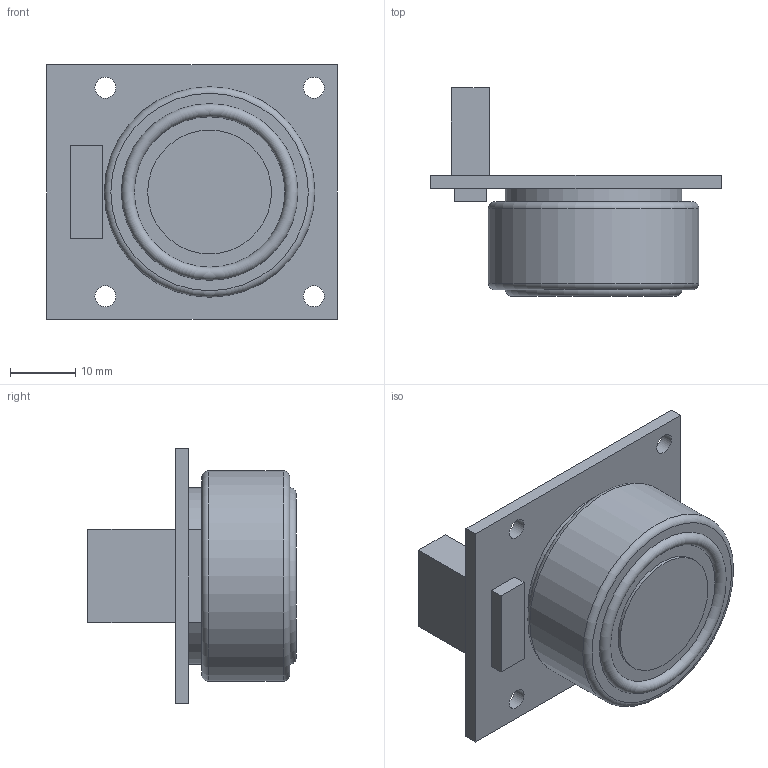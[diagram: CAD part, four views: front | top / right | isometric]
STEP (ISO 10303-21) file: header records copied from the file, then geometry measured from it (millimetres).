
FILE_DESCRIPTION(/* description */ (''),/* implementation_level */ '2;1');
FILE_NAME(/* name */ 'alphasense-isb-w-b4 v5.step',/* time_stamp */ '2023-10-24T20:21:47+02:00',/* author */ (''),/* organization */ (''),/* preprocessor_version */ 'ST-DEVELOPER v20',/* originating_system */ 'Autodesk Translation Framework v12.9.0.99',/* authorisation */ '');
FILE_SCHEMA (('AUTOMOTIVE_DESIGN { 1 0 10303 214 3 1 1 }'));
Length unit declared in the file: millimetre
Products named in the file (3): alphasense-isb-w-b4; alphasense-b4; alphasense-isb
Assembly tree (2 placements, depth 2):
  alphasense-isb-w-b4
    alphasense-b4
    alphasense-isb
Bounding box: 44.6 x 32 x 39.1 mm (x, y, z)
Volume: 16210.5 mm3; surface area: 7822 mm2
Topology: 2 solids, 2 shells, 33 faces, 69 edges, 46 vertices
Faces by surface type: plane 22, cylinder 8, torus 3
Full cylindrical faces by diameter (mm): 3.2 x4, 19 x1, 24.171 x1, 27.1 x1, 32.3 x1
Entity records: 1020 total; most frequent: DIRECTION 170, CARTESIAN_POINT 153, ORIENTED_EDGE 138, EDGE_CURVE 69, AXIS2_PLACEMENT_3D 63, EDGE_LOOP 47, VERTEX_POINT 46, LINE 44
